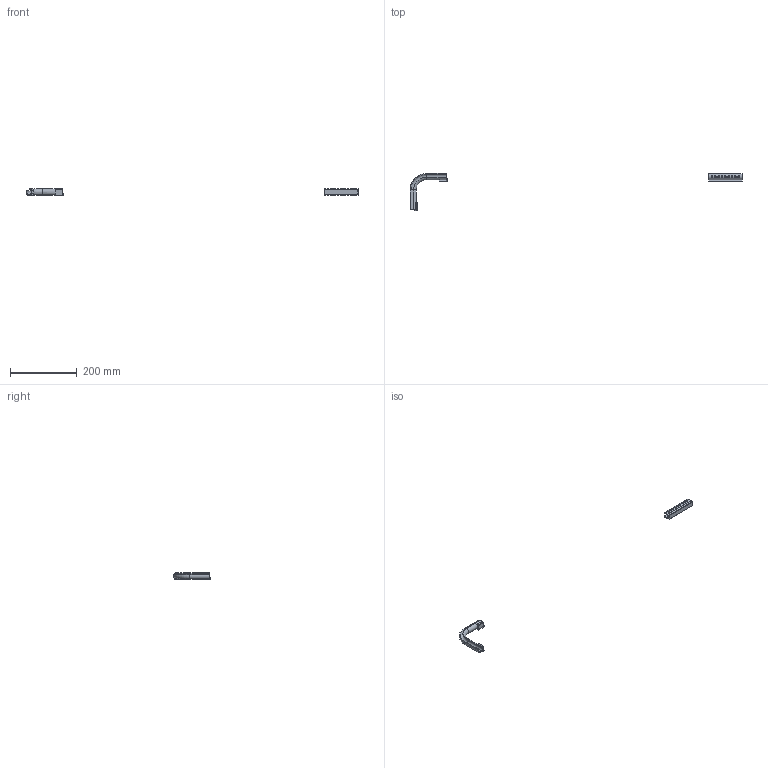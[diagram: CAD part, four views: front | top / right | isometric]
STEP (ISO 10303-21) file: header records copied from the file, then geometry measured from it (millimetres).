
FILE_DESCRIPTION(/* description */ (''),/* implementation_level */ '2;1');
FILE_NAME(/* name */ 'NewTubesAug21_2023.step',/* time_stamp */ '2023-08-21T10:41:19-05:00',/* author */ (''),/* organization */ (''),/* preprocessor_version */ 'ST-DEVELOPER v20',/* originating_system */ 'Autodesk Translation Framework v12.9.0.99',/* authorisation */ '');
FILE_SCHEMA (('AUTOMOTIVE_DESIGN { 1 0 10303 214 3 1 1 }'));
Length unit declared in the file: millimetre
Products named in the file (1): NewTubesAug21_2023
Bounding box: 996.86 x 111.49 x 19 mm (x, y, z)
Volume: 34118.3 mm3; surface area: 29471.9 mm2
Topology: 2 solids, 2 shells, 102 faces, 312 edges, 214 vertices
Faces by surface type: plane 66, cylinder 31, torus 3, cone 2
Full cylindrical faces by diameter (mm): 5 x18
Entity records: 4658 total; most frequent: CARTESIAN_POINT 1853, ORIENTED_EDGE 624, DIRECTION 480, EDGE_CURVE 312, VERTEX_POINT 214, LINE 206, VECTOR 206, EDGE_LOOP 138
